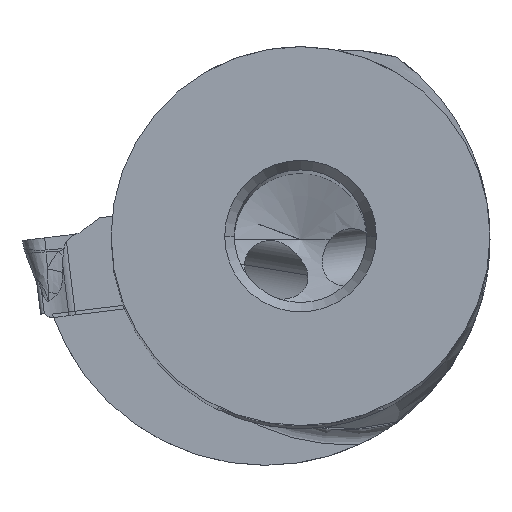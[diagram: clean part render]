
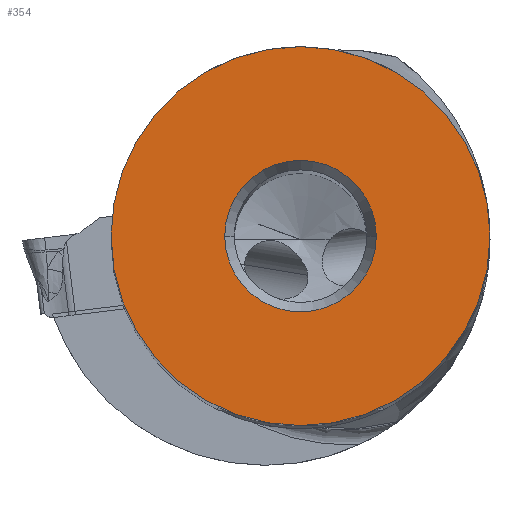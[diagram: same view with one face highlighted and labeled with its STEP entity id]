
A CAD part, top view. The second image highlights one B-rep face of the part: STEP entity #354.
In plain terms, the highlighted planar face has unit normal (0, 0, 1).
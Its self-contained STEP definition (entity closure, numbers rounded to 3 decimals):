
#43=FACE_BOUND('',#745,.T.);
#44=FACE_BOUND('',#746,.T.);
#354=ADVANCED_FACE('',(#43,#44),#422,.T.);
#422=PLANE('',#3601);
#745=EDGE_LOOP('',(#1601,#1602));
#746=EDGE_LOOP('',(#1603,#1604));
#1601=ORIENTED_EDGE('',*,*,#2517,.F.);
#1602=ORIENTED_EDGE('',*,*,#2518,.F.);
#1603=ORIENTED_EDGE('',*,*,#2516,.F.);
#1604=ORIENTED_EDGE('',*,*,#2514,.F.);
#2043=VERTEX_POINT('',#10152);
#2044=VERTEX_POINT('',#10154);
#2045=VERTEX_POINT('',#10160);
#2046=VERTEX_POINT('',#10161);
#2514=EDGE_CURVE('',#2043,#2044,#2900,.T.);
#2516=EDGE_CURVE('',#2044,#2043,#2901,.T.);
#2517=EDGE_CURVE('',#2045,#2046,#2902,.T.);
#2518=EDGE_CURVE('',#2046,#2045,#2903,.T.);
#2900=CIRCLE('',#3595,4.);
#2901=CIRCLE('',#3597,4.);
#2902=CIRCLE('',#3599,10.);
#2903=CIRCLE('',#3600,10.);
#3595=AXIS2_PLACEMENT_3D('',#10153,#4190,#4191);
#3597=AXIS2_PLACEMENT_3D('',#10157,#4195,#4196);
#3599=AXIS2_PLACEMENT_3D('',#10159,#4199,#4200);
#3600=AXIS2_PLACEMENT_3D('',#10162,#4201,#4202);
#3601=AXIS2_PLACEMENT_3D('',#10163,#4203,#4204);
#4190=DIRECTION('',(0.,0.,1.));
#4191=DIRECTION('',(1.,0.,0.));
#4195=DIRECTION('',(0.,0.,1.));
#4196=DIRECTION('',(-1.,0.,0.));
#4199=DIRECTION('',(0.,0.,-1.));
#4200=DIRECTION('',(-1.,0.,0.));
#4201=DIRECTION('',(0.,0.,-1.));
#4202=DIRECTION('',(1.,0.,0.));
#4203=DIRECTION('',(0.,0.,1.));
#4204=DIRECTION('',(-1.,0.,0.));
#10152=CARTESIAN_POINT('',(4.,0.,0.));
#10153=CARTESIAN_POINT('',(0.,0.,0.));
#10154=CARTESIAN_POINT('',(-4.,0.,0.));
#10157=CARTESIAN_POINT('',(0.,0.,0.));
#10159=CARTESIAN_POINT('',(0.,0.,0.));
#10160=CARTESIAN_POINT('',(-10.,0.,0.));
#10161=CARTESIAN_POINT('',(10.,0.,0.));
#10162=CARTESIAN_POINT('',(0.,0.,0.));
#10163=CARTESIAN_POINT('',(0.,0.,0.));
